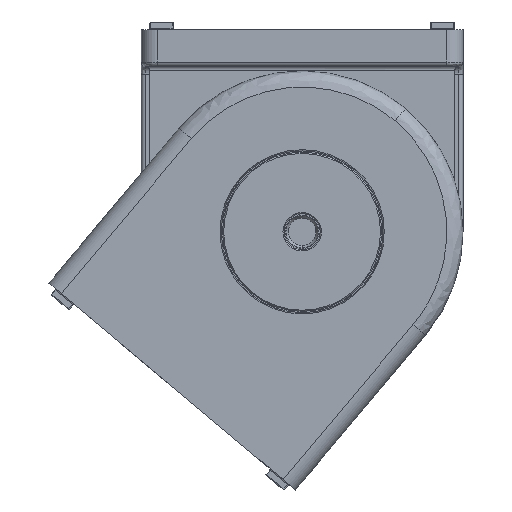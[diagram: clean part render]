
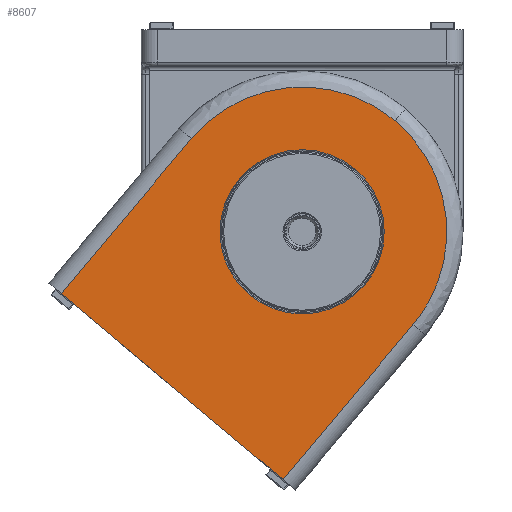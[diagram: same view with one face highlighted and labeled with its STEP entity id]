
A CAD part, front view. The second image highlights one B-rep face of the part: STEP entity #8607.
In plain terms, the highlighted planar face has unit normal (0, -1, 0).
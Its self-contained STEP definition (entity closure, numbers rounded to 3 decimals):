
#1040 = AXIS2_PLACEMENT_3D ( 'NONE', #34099, #12232, #15466 ) ;
#1442 = ORIENTED_EDGE ( 'NONE', *, *, #1843, .F. ) ;
#1677 = DIRECTION ( 'NONE',  ( -0.766, 0., 0.643 ) ) ;
#1843 = EDGE_CURVE ( 'NONE', #15496, #36781, #25308, .T. ) ;
#2171 = CARTESIAN_POINT ( 'NONE',  ( 1.07, -19.9, -54.42 ) ) ;
#2449 = EDGE_CURVE ( 'NONE', #28719, #23475, #26439, .T. ) ;
#3336 = CARTESIAN_POINT ( 'NONE',  ( 4.134, -19.9, -56.991 ) ) ;
#4172 = CARTESIAN_POINT ( 'NONE',  ( 27.424, -19.9, -23.012 ) ) ;
#4288 = VERTEX_POINT ( 'NONE', #6015 ) ;
#4452 = CARTESIAN_POINT ( 'NONE',  ( 23.012, -19.9, 27.424 ) ) ;
#6015 = CARTESIAN_POINT ( 'NONE',  ( 0., -19.9, 20.319 ) ) ;
#8443 = EDGE_CURVE ( 'NONE', #4288, #17377, #18473, .T. ) ;
#8482 = VECTOR ( 'NONE', #29053, 1000. ) ;
#8607 = ADVANCED_FACE ( 'NONE', ( #17445, #13991 ), #22364, .F. ) ;
#9495 = VECTOR ( 'NONE', #1677, 1000. ) ;
#9839 = DIRECTION ( 'NONE',  ( 0., 0., 1. ) ) ;
#9930 = CIRCLE ( 'NONE', #19424, 20.319 ) ;
#10351 = ORIENTED_EDGE ( 'NONE', *, *, #39822, .F. ) ;
#12232 = DIRECTION ( 'NONE',  ( 0., 1., 0. ) ) ;
#13991 = FACE_OUTER_BOUND ( 'NONE', #23417, .T. ) ;
#15466 = DIRECTION ( 'NONE',  ( 0., 0., -1. ) ) ;
#15496 = VERTEX_POINT ( 'NONE', #15783 ) ;
#15693 = VERTEX_POINT ( 'NONE', #23472 ) ;
#15783 = CARTESIAN_POINT ( 'NONE',  ( -27.424, -19.9, 23.012 ) ) ;
#16182 = DIRECTION ( 'NONE',  ( 0., 1., 0. ) ) ;
#17251 = CARTESIAN_POINT ( 'NONE',  ( 40.904, -19.9, -6.947 ) ) ;
#17377 = VERTEX_POINT ( 'NONE', #37351 ) ;
#17445 = FACE_BOUND ( 'NONE', #39480, .T. ) ;
#18058 = ORIENTED_EDGE ( 'NONE', *, *, #39662, .F. ) ;
#18473 = CIRCLE ( 'NONE', #1040, 20.319 ) ;
#18509 = CARTESIAN_POINT ( 'NONE',  ( -59.564, -19.9, -15.29 ) ) ;
#19424 = AXIS2_PLACEMENT_3D ( 'NONE', #34789, #37712, #21507 ) ;
#20429 = CARTESIAN_POINT ( 'NONE',  ( -66.994, -19.9, -9.055 ) ) ;
#21507 = DIRECTION ( 'NONE',  ( 0., 0., -1. ) ) ;
#22364 = PLANE ( 'NONE',  #25787 ) ;
#23417 = EDGE_LOOP ( 'NONE', ( #31433, #18058, #34489, #1442, #10351 ) ) ;
#23472 = CARTESIAN_POINT ( 'NONE',  ( 27.424, -19.9, -23.012 ) ) ;
#23475 = VERTEX_POINT ( 'NONE', #18509 ) ;
#24233 = ORIENTED_EDGE ( 'NONE', *, *, #40111, .T. ) ;
#25155 = CARTESIAN_POINT ( 'NONE',  ( -13.944, -19.9, 39.077 ) ) ;
#25308 =( BOUNDED_CURVE ( )  B_SPLINE_CURVE ( 3, ( #41045, #25155, #40769, #40911 ),
 .UNSPECIFIED., .F., .F. ) 
 B_SPLINE_CURVE_WITH_KNOTS ( ( 4, 4 ),
 ( 0., 0.5 ),
 .UNSPECIFIED. ) 
 CURVE ( )  GEOMETRIC_REPRESENTATION_ITEM ( )  RATIONAL_B_SPLINE_CURVE ( ( 1., 0.805, 0.805, 1. ) ) 
 REPRESENTATION_ITEM ( '' )  );
#25354 = ORIENTED_EDGE ( 'NONE', *, *, #8443, .T. ) ;
#25388 = LINE ( 'NONE', #2171, #32792 ) ;
#25749 = CARTESIAN_POINT ( 'NONE',  ( -53.779, -19.9, -8.396 ) ) ;
#25787 = AXIS2_PLACEMENT_3D ( 'NONE', #3336, #16182, #9839 ) ;
#26439 = LINE ( 'NONE', #20429, #9495 ) ;
#28719 = VERTEX_POINT ( 'NONE', #33195 ) ;
#29053 = DIRECTION ( 'NONE',  ( 0.643, 0., 0.766 ) ) ;
#30453 =( BOUNDED_CURVE ( )  B_SPLINE_CURVE ( 3, ( #4452, #36212, #17251, #4172 ),
 .UNSPECIFIED., .F., .F. ) 
 B_SPLINE_CURVE_WITH_KNOTS ( ( 4, 4 ),
 ( 0.5, 1. ),
 .UNSPECIFIED. ) 
 CURVE ( )  GEOMETRIC_REPRESENTATION_ITEM ( )  RATIONAL_B_SPLINE_CURVE ( ( 1., 0.805, 0.805, 1. ) ) 
 REPRESENTATION_ITEM ( '' )  );
#31433 = ORIENTED_EDGE ( 'NONE', *, *, #2449, .F. ) ;
#32792 = VECTOR ( 'NONE', #40042, 1000. ) ;
#33195 = CARTESIAN_POINT ( 'NONE',  ( -4.715, -19.9, -61.314 ) ) ;
#34099 = CARTESIAN_POINT ( 'NONE',  ( 0., -19.9, 0. ) ) ;
#34489 = ORIENTED_EDGE ( 'NONE', *, *, #37216, .F. ) ;
#34789 = CARTESIAN_POINT ( 'NONE',  ( 0., -19.9, 0. ) ) ;
#36212 = CARTESIAN_POINT ( 'NONE',  ( 39.077, -19.9, 13.944 ) ) ;
#36781 = VERTEX_POINT ( 'NONE', #39163 ) ;
#37216 = EDGE_CURVE ( 'NONE', #36781, #15693, #30453, .T. ) ;
#37260 = LINE ( 'NONE', #25749, #8482 ) ;
#37351 = CARTESIAN_POINT ( 'NONE',  ( 0., -19.9, -20.319 ) ) ;
#37712 = DIRECTION ( 'NONE',  ( 0., 1., 0. ) ) ;
#39163 = CARTESIAN_POINT ( 'NONE',  ( 23.012, -19.9, 27.424 ) ) ;
#39480 = EDGE_LOOP ( 'NONE', ( #24233, #25354 ) ) ;
#39662 = EDGE_CURVE ( 'NONE', #15693, #28719, #25388, .T. ) ;
#39822 = EDGE_CURVE ( 'NONE', #23475, #15496, #37260, .T. ) ;
#40042 = DIRECTION ( 'NONE',  ( -0.643, 0., -0.766 ) ) ;
#40111 = EDGE_CURVE ( 'NONE', #17377, #4288, #9930, .T. ) ;
#40769 = CARTESIAN_POINT ( 'NONE',  ( 6.947, -19.9, 40.904 ) ) ;
#40911 = CARTESIAN_POINT ( 'NONE',  ( 23.012, -19.9, 27.424 ) ) ;
#41045 = CARTESIAN_POINT ( 'NONE',  ( -27.424, -19.9, 23.012 ) ) ;
